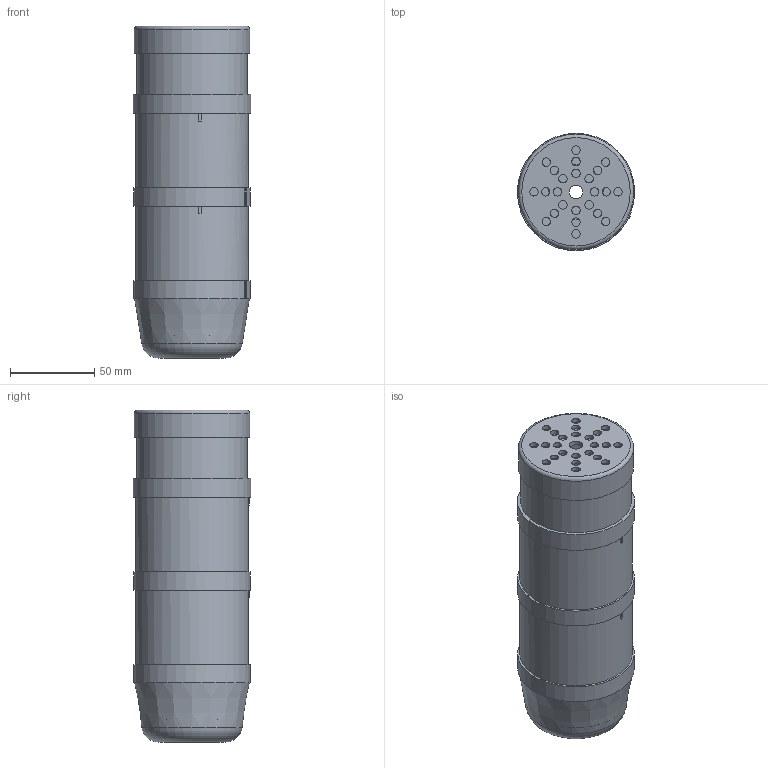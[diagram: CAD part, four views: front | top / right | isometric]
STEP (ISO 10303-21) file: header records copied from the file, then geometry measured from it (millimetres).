
FILE_DESCRIPTION((''),'2;1');
FILE_NAME('127450.stp','2019-10-01T09:45:38',('e.eickhoff'),(''),'Autodesk Inventor 2012','Autodesk Inventor 2012','');
FILE_SCHEMA(('AUTOMOTIVE_DESIGN { 1 0 10303 214 1 1 1 1 }'));
Length unit declared in the file: millimetre
Products named in the file (7): 127450; Summer; Kappe; Summer Hauptteil; Grundmodule; Grün; Gelb
Assembly tree (6 placements, depth 3):
  127450
    Summer
      Kappe
      Summer Hauptteil
    Grundmodule
    Grün
    Gelb
Bounding box: 69.7 x 69.7 x 197.4 mm (x, y, z)
Volume: 169342 mm3; surface area: 133294.2 mm2
Topology: 5 solids, 5 shells, 108 faces, 222 edges, 147 vertices
Faces by surface type: cylinder 56, plane 47, torus 4, cone 1
Full cylindrical faces by diameter (mm): 5 x24, 8 x1, 15.6 x2, 17.9 x1, 19.6 x2, 20.9 x1, 22.563 x1, 26.5 x1, 28.5 x1, 32.6 x1, 60.2 x1, 60.5 x1, 61.5 x2, 63.2 x1, 63.5 x4, 63.7 x1, 63.9 x2, 64.1 x1, 64.5 x1, 65.8 x1, 67 x2, 68.5 x1, 69.7 x1
Entity records: 2991 total; most frequent: DIRECTION 522, CARTESIAN_POINT 425, ORIENTED_EDGE 320, EDGE_LOOP 248, AXIS2_PLACEMENT_3D 241, EDGE_CURVE 160, VERTEX_POINT 144, FACE_BOUND 140
